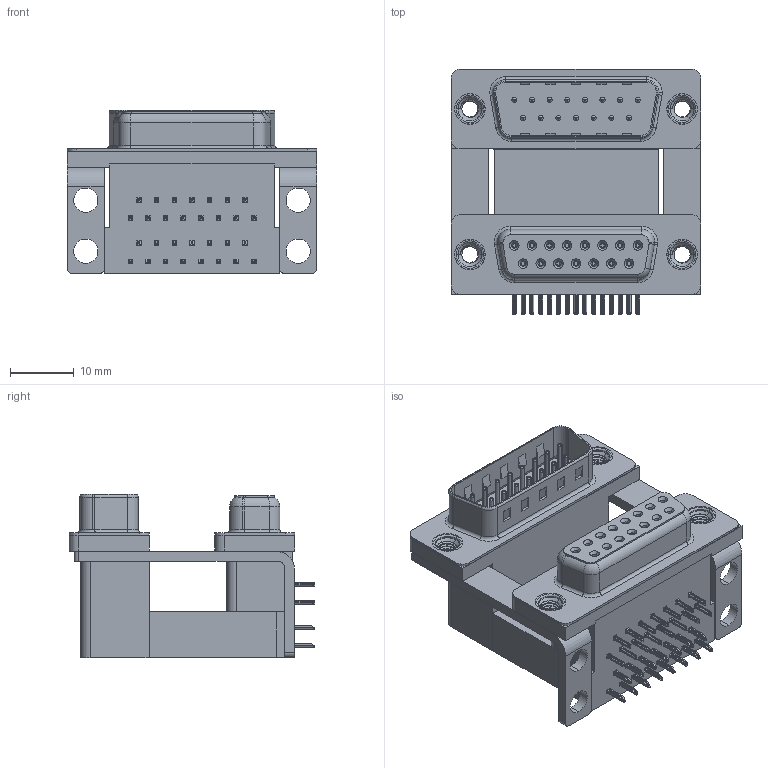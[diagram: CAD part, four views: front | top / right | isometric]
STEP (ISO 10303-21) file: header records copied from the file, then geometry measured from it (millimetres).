
FILE_DESCRIPTION (( 'STEP AP203' ), '1' );
FILE_NAME ('663-015-264-00C.STEP', '2022-06-21T18:21:39', ( '' ), ( '' ), 'SwSTEP 2.0', 'SolidWorks 2020', '' );
FILE_SCHEMA (( 'CONFIG_CONTROL_DESIGN' ));
Length unit declared in the file: millimetre
Products named in the file (12): 663 Housing Lower_15 Contacts; 663 Contact Bottom Upper_H; 663 Shell Plug_15 Contacts; 663 Contact Bottom Lower; 663 Contact Top Upper_H; 663 Shell Receptacle_15 Contacts; 663-015-264-00C; 663 Housing Upper_15 Contacts H; 663 Threaded Rivet_M3; 663 Contact Top Lower; 663 Housing Spacer_15 Contacts H; 663 Mounting Bracket_NoneH
Assembly tree (41 placements, depth 2):
  663-015-264-00C
    663 Housing Lower_15 Contacts
    663 Housing Spacer_15 Contacts H
    663 Housing Upper_15 Contacts H
    663 Shell Receptacle_15 Contacts
    663 Shell Plug_15 Contacts
    663 Contact Bottom Lower  x7
    663 Contact Top Lower  x8
    663 Contact Bottom Upper_H  x7
    663 Contact Top Upper_H  x8
    663 Mounting Bracket_NoneH  x2
    663 Threaded Rivet_M3  x4
Bounding box: 39.19 x 38.59 x 25.6 mm (x, y, z)
Volume: 15966.8 mm3; surface area: 17413.7 mm2
Topology: 41 solids, 41 shells, 3916 faces, 10051 edges, 6281 vertices
Faces by surface type: plane 2015, cylinder 1022, bspline 524, cone 196, torus 159
Entity records: 43924 total; most frequent: CARTESIAN_POINT 11940, ORIENTED_EDGE 6278, DIRECTION 5954, EDGE_CURVE 3139, LINE 2148, VECTOR 2148, VERTEX_POINT 2003, AXIS2_PLACEMENT_3D 1903
